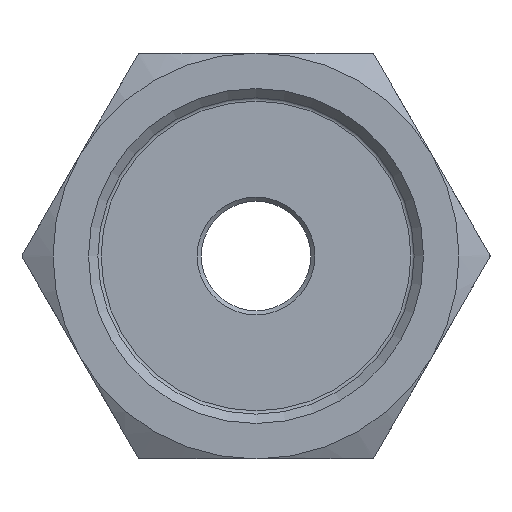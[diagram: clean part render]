
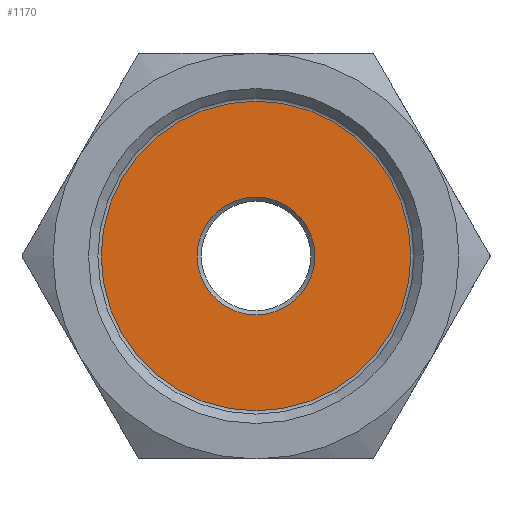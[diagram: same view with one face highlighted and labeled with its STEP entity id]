
A CAD part, left-side view. The second image highlights one B-rep face of the part: STEP entity #1170.
In plain terms, the highlighted planar face has unit normal (-1, 0, 0).
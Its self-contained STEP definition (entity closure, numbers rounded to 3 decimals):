
#676 = CARTESIAN_POINT ( 'NONE',  ( 20.5, 0., 19.076 ) ) ;
#677 = VERTEX_POINT ( 'NONE', #676 ) ;
#681 = CARTESIAN_POINT ( 'NONE',  ( 20.5, 0., 7.25 ) ) ;
#691 = VERTEX_POINT ( 'NONE', #681 ) ;
#861 = EDGE_CURVE ( 'NONE', #691, #691, #2585, .T. ) ;
#885 = EDGE_CURVE ( 'NONE', #677, #677, #2598, .T. ) ;
#1170 = ADVANCED_FACE ( 'NONE', ( #6404, #6426 ), #6430, .F. ) ;
#1469 = ORIENTED_EDGE ( 'NONE', *, *, #885, .F. ) ;
#1976 = EDGE_LOOP ( 'NONE', ( #2251 ) ) ;
#1992 = EDGE_LOOP ( 'NONE', ( #1469 ) ) ;
#2251 = ORIENTED_EDGE ( 'NONE', *, *, #861, .F. ) ;
#2567 = AXIS2_PLACEMENT_3D ( 'NONE', #5235, #5245, #5243 ) ;
#2585 = CIRCLE ( 'NONE', #2567, 7.25 ) ;
#2598 = CIRCLE ( 'NONE', #2613, 19.076 ) ;
#2613 = AXIS2_PLACEMENT_3D ( 'NONE', #5338, #5357, #5360 ) ;
#2864 = AXIS2_PLACEMENT_3D ( 'NONE', #6471, #6470, #6469 ) ;
#5235 = CARTESIAN_POINT ( 'NONE',  ( 20.5, 0., 0. ) ) ;
#5243 = DIRECTION ( 'NONE',  ( 0., 0., 1. ) ) ;
#5245 = DIRECTION ( 'NONE',  ( -1., 0., 0. ) ) ;
#5338 = CARTESIAN_POINT ( 'NONE',  ( 20.5, 0., 0. ) ) ;
#5357 = DIRECTION ( 'NONE',  ( 1., 0., 0. ) ) ;
#5360 = DIRECTION ( 'NONE',  ( 0., 0., 1. ) ) ;
#6404 = FACE_BOUND ( 'NONE', #1976, .T. ) ;
#6426 = FACE_OUTER_BOUND ( 'NONE', #1992, .T. ) ;
#6430 = PLANE ( 'NONE',  #2864 ) ;
#6469 = DIRECTION ( 'NONE',  ( 0., 1., 0. ) ) ;
#6470 = DIRECTION ( 'NONE',  ( 1., 0., 0. ) ) ;
#6471 = CARTESIAN_POINT ( 'NONE',  ( 20.5, 0., -19.576 ) ) ;
